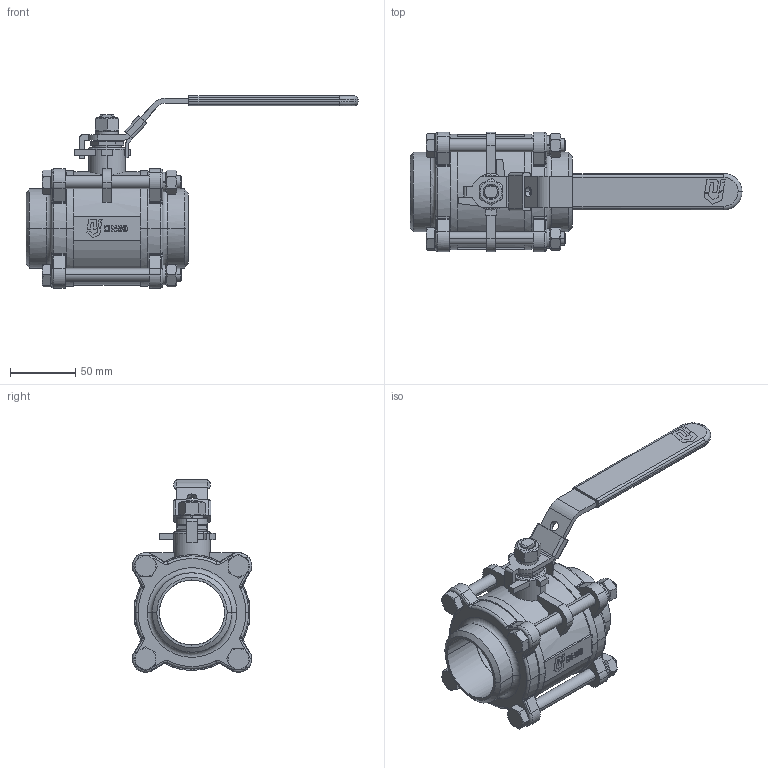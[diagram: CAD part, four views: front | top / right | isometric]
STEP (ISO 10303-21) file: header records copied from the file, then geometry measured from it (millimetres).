
FILE_DESCRIPTION(('HOOPS Exchange Step'),'2;1');
FILE_NAME('GK1701_DN50.stp','2025-12-19T15:48:23+01:00',('nieru'),('Unknown organisation'),'HOOPS Exchange 2024.2','HOOPS Exchange','Unknown authorisation');
FILE_SCHEMA( ('AP203_CONFIGURATION_CONTROLLED_3D_DESIGN_OF_MECHANICAL_PARTS_AND_ASSEMBLIES_MIM_LF') );
Length unit declared in the file: millimetre
Products named in the file (2): 0; root
Assembly tree (1 placements, depth 2):
  root
    0
Bounding box: 255.3 x 91.92 x 148.06 mm (x, y, z)
Volume: 507449.9 mm3; surface area: 144257.3 mm2
Topology: 22 solids, 22 shells, 949 faces, 2444 edges, 1565 vertices
Faces by surface type: plane 386, cylinder 218, bspline 197, cone 86, torus 62
Entity records: 75477 total; most frequent: CARTESIAN_POINT 54774, ORIENTED_EDGE 4888, DIRECTION 3158, EDGE_CURVE 2444, VERTEX_POINT 1565, VECTOR 1182, LINE 1182, EDGE_LOOP 1019
